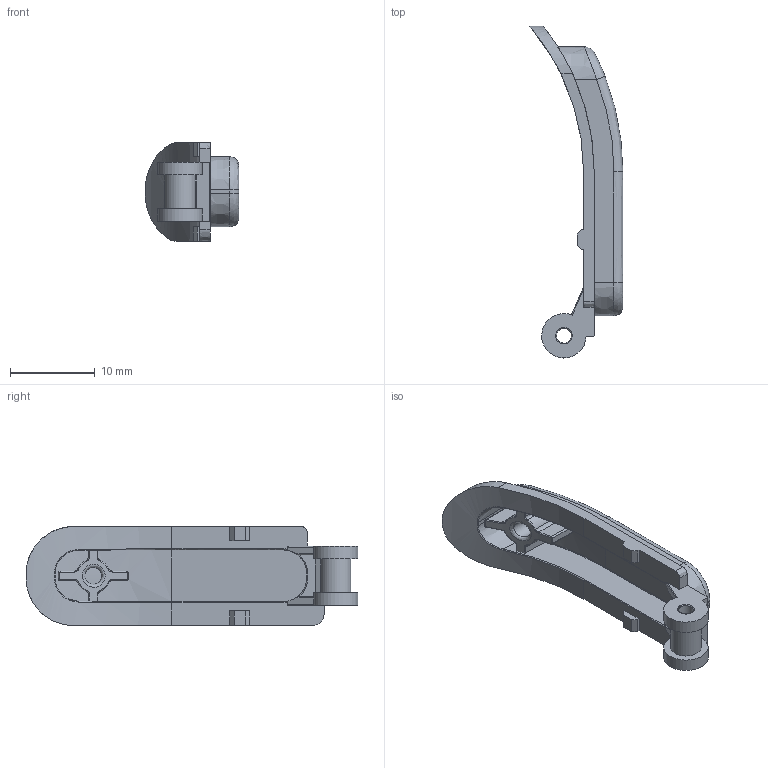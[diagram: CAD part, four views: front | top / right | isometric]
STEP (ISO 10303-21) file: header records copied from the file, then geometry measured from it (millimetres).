
FILE_DESCRIPTION(/* description */ (''),/* implementation_level */ '2;1');
FILE_NAME(/* name */ 'Trigger_L_V3.step',/* time_stamp */ '2022-12-06T19:57:25-08:00',/* author */ (''),/* organization */ (''),/* preprocessor_version */ 'ST-DEVELOPER v19.2',/* originating_system */ 'Autodesk Translation Framework v11.17.0.187',/* authorisation */ '');
FILE_SCHEMA (('AUTOMOTIVE_DESIGN { 1 0 10303 214 3 1 1 }'));
Length unit declared in the file: millimetre
Products named in the file (2): SNES_Trigger_L_ABS; SNES_Trigger_L_ABS v3 (Mirrored R Button)
Assembly tree (1 placements, depth 2):
  SNES_Trigger_L_ABS
    SNES_Trigger_L_ABS v3 (Mirrored R Button)
Bounding box: 11.1 x 39.25 x 11.7 mm (x, y, z)
Volume: 867.1 mm3; surface area: 1714.7 mm2
Topology: 1 solids, 1 shells, 172 faces, 463 edges, 294 vertices
Faces by surface type: bspline 105, plane 52, cylinder 15
Full cylindrical faces by diameter (mm): 1.75 x1, 2 x1
Entity records: 12215 total; most frequent: CARTESIAN_POINT 8844, ORIENTED_EDGE 926, EDGE_CURVE 463, B_SPLINE_CURVE_WITH_KNOTS 334, VERTEX_POINT 294, DIRECTION 281, EDGE_LOOP 175, FACE_OUTER_BOUND 172
